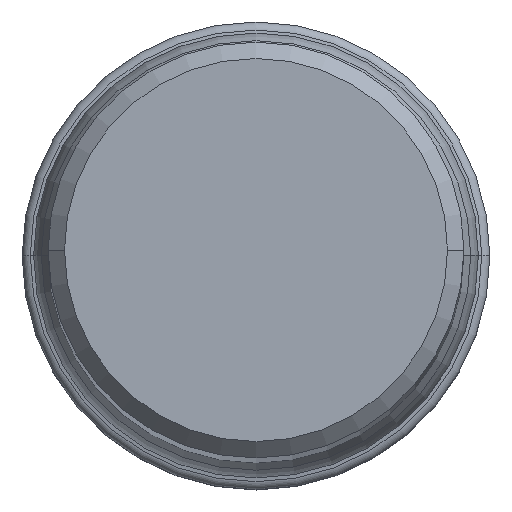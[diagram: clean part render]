
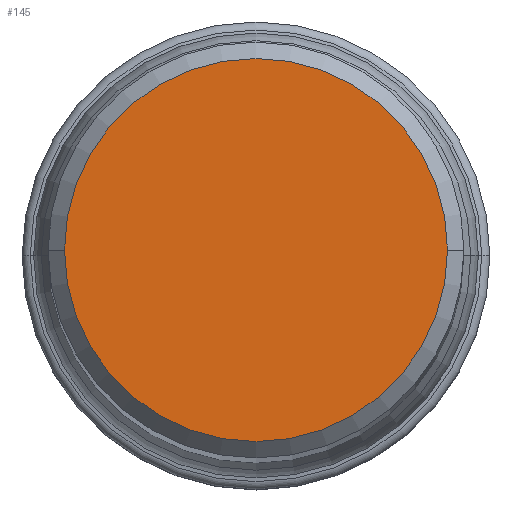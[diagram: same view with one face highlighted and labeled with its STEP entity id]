
A CAD part, top view. The second image highlights one B-rep face of the part: STEP entity #145.
In plain terms, the highlighted planar face has unit normal (0, 0, 1).
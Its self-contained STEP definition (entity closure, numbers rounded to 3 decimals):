
#30=PLANE('',#1230);
#145=ADVANCED_FACE('',(#250),#30,.F.);
#250=FACE_OUTER_BOUND('',#314,.T.);
#314=EDGE_LOOP('',(#545,#546,#547,#548));
#545=ORIENTED_EDGE('',*,*,#779,.T.);
#546=ORIENTED_EDGE('',*,*,#777,.T.);
#547=ORIENTED_EDGE('',*,*,#776,.T.);
#548=ORIENTED_EDGE('',*,*,#780,.T.);
#651=VERTEX_POINT('',#2764);
#652=VERTEX_POINT('',#2766);
#653=VERTEX_POINT('',#2768);
#654=VERTEX_POINT('',#2772);
#776=EDGE_CURVE('',#652,#651,#929,.T.);
#777=EDGE_CURVE('',#653,#652,#930,.T.);
#779=EDGE_CURVE('',#654,#653,#931,.T.);
#780=EDGE_CURVE('',#651,#654,#932,.T.);
#929=CIRCLE('',#1224,11.7);
#930=CIRCLE('',#1225,11.7);
#931=CIRCLE('',#1227,11.7);
#932=CIRCLE('',#1228,11.7);
#1224=AXIS2_PLACEMENT_3D('',#2765,#1515,#1516);
#1225=AXIS2_PLACEMENT_3D('',#2767,#1517,#1518);
#1227=AXIS2_PLACEMENT_3D('',#2771,#1522,#1523);
#1228=AXIS2_PLACEMENT_3D('',#2773,#1524,#1525);
#1230=AXIS2_PLACEMENT_3D('',#2775,#1528,#1529);
#1515=DIRECTION('',(0.,0.,1.));
#1516=DIRECTION('',(0.,-1.,0.));
#1517=DIRECTION('',(0.,0.,1.));
#1518=DIRECTION('',(-1.,0.,0.));
#1522=DIRECTION('',(0.,0.,1.));
#1523=DIRECTION('',(0.,1.,0.));
#1524=DIRECTION('',(0.,0.,1.));
#1525=DIRECTION('',(1.,0.,0.));
#1528=DIRECTION('',(0.,0.,-1.));
#1529=DIRECTION('',(1.,0.,0.));
#2764=CARTESIAN_POINT('',(11.7,0.,0.));
#2765=CARTESIAN_POINT('',(0.,0.,0.));
#2766=CARTESIAN_POINT('',(0.,-11.7,0.));
#2767=CARTESIAN_POINT('',(0.,0.,0.));
#2768=CARTESIAN_POINT('',(-11.7,0.,0.));
#2771=CARTESIAN_POINT('',(0.,0.,0.));
#2772=CARTESIAN_POINT('',(0.,11.7,0.));
#2773=CARTESIAN_POINT('',(0.,0.,0.));
#2775=CARTESIAN_POINT('',(0.,0.,0.));
